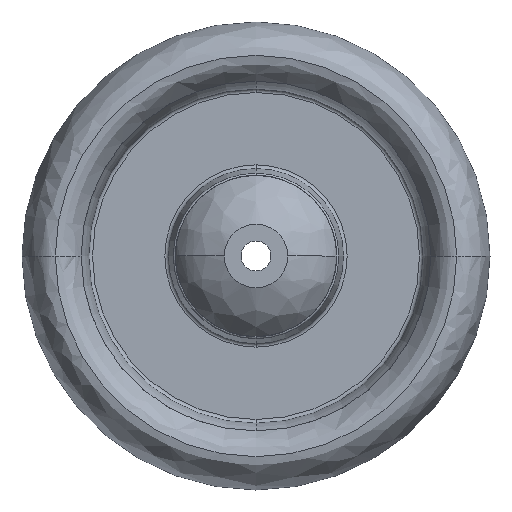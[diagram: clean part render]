
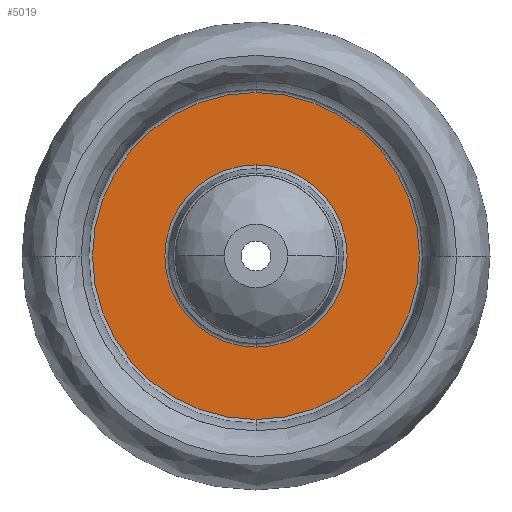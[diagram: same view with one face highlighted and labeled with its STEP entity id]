
A CAD part, left-side view. The second image highlights one B-rep face of the part: STEP entity #5019.
In plain terms, the highlighted planar face has unit normal (-1, 0, 0).
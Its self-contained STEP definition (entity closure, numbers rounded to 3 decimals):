
#180 = CARTESIAN_POINT ( 'NONE',  ( -2.5, 0., 0. ) ) ;
#364 = AXIS2_PLACEMENT_3D ( 'NONE', #3488, #787, #2586 ) ;
#491 = ORIENTED_EDGE ( 'NONE', *, *, #5518, .T. ) ;
#526 = DIRECTION ( 'NONE',  ( 1., 0., 0. ) ) ;
#787 = DIRECTION ( 'NONE',  ( -1., 0., 0. ) ) ;
#1218 = ORIENTED_EDGE ( 'NONE', *, *, #2477, .T. ) ;
#1262 = FACE_OUTER_BOUND ( 'NONE', #5262, .T. ) ;
#1268 = VERTEX_POINT ( 'NONE', #4047 ) ;
#1447 = DIRECTION ( 'NONE',  ( 0., 0., 1. ) ) ;
#1487 = DIRECTION ( 'NONE',  ( 1., 0., 0. ) ) ;
#1521 = DIRECTION ( 'NONE',  ( -1., 0., 0. ) ) ;
#1772 = CARTESIAN_POINT ( 'NONE',  ( -2.5, 0., 23.5 ) ) ;
#1799 = ORIENTED_EDGE ( 'NONE', *, *, #4236, .T. ) ;
#1945 = VERTEX_POINT ( 'NONE', #2658 ) ;
#2018 = DIRECTION ( 'NONE',  ( 0., 0., 1. ) ) ;
#2038 = CARTESIAN_POINT ( 'NONE',  ( -2.5, 0., 43.666 ) ) ;
#2388 = CARTESIAN_POINT ( 'NONE',  ( -2.5, 0., 24.335 ) ) ;
#2477 = EDGE_CURVE ( 'NONE', #4696, #1268, #4220, .T. ) ;
#2576 = FACE_BOUND ( 'NONE', #5131, .T. ) ;
#2586 = DIRECTION ( 'NONE',  ( 0., 0., 1. ) ) ;
#2601 = VERTEX_POINT ( 'NONE', #2038 ) ;
#2647 = CIRCLE ( 'NONE', #364, 43.666 ) ;
#2658 = CARTESIAN_POINT ( 'NONE',  ( -2.5, 0., -43.666 ) ) ;
#2680 = AXIS2_PLACEMENT_3D ( 'NONE', #5273, #1487, #2018 ) ;
#3237 = PLANE ( 'NONE',  #4272 ) ;
#3410 = DIRECTION ( 'NONE',  ( 0., 0., 1. ) ) ;
#3488 = CARTESIAN_POINT ( 'NONE',  ( -2.5, 0., 0. ) ) ;
#3515 = AXIS2_PLACEMENT_3D ( 'NONE', #180, #1521, #3410 ) ;
#3850 = ORIENTED_EDGE ( 'NONE', *, *, #4153, .T. ) ;
#4047 = CARTESIAN_POINT ( 'NONE',  ( -2.5, 0., -24.335 ) ) ;
#4153 = EDGE_CURVE ( 'NONE', #1268, #4696, #5791, .T. ) ;
#4206 = CARTESIAN_POINT ( 'NONE',  ( -2.5, 0., 0. ) ) ;
#4220 = CIRCLE ( 'NONE', #2680, 24.335 ) ;
#4236 = EDGE_CURVE ( 'NONE', #1945, #2601, #5164, .T. ) ;
#4272 = AXIS2_PLACEMENT_3D ( 'NONE', #1772, #4536, #5519 ) ;
#4536 = DIRECTION ( 'NONE',  ( -1., 0., 0. ) ) ;
#4696 = VERTEX_POINT ( 'NONE', #2388 ) ;
#4827 = AXIS2_PLACEMENT_3D ( 'NONE', #4206, #526, #1447 ) ;
#5019 = ADVANCED_FACE ( 'NONE', ( #1262, #2576 ), #3237, .T. ) ;
#5131 = EDGE_LOOP ( 'NONE', ( #1218, #3850 ) ) ;
#5164 = CIRCLE ( 'NONE', #3515, 43.666 ) ;
#5262 = EDGE_LOOP ( 'NONE', ( #1799, #491 ) ) ;
#5273 = CARTESIAN_POINT ( 'NONE',  ( -2.5, 0., 0. ) ) ;
#5518 = EDGE_CURVE ( 'NONE', #2601, #1945, #2647, .T. ) ;
#5519 = DIRECTION ( 'NONE',  ( 0., 0., 1. ) ) ;
#5791 = CIRCLE ( 'NONE', #4827, 24.335 ) ;
